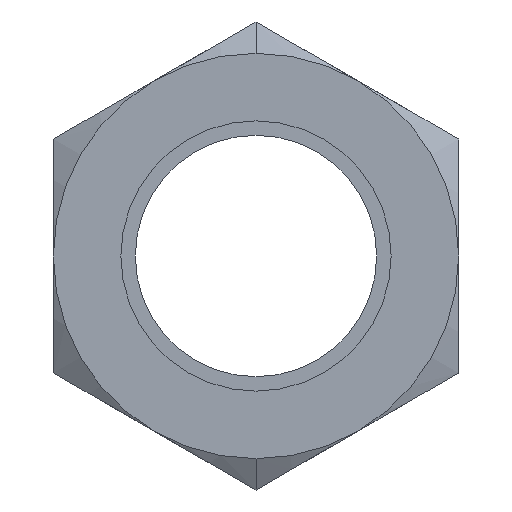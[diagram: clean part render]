
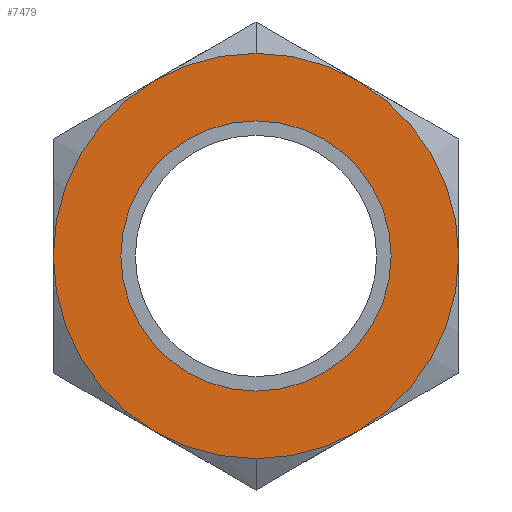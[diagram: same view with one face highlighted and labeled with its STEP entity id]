
A CAD part, left-side view. The second image highlights one B-rep face of the part: STEP entity #7479.
In plain terms, the highlighted planar face has unit normal (-1, 0, 0).
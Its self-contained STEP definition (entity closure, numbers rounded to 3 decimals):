
#175 = VERTEX_POINT ( 'NONE', #2963 ) ;
#352 = CARTESIAN_POINT ( 'NONE',  ( 0., 0., 14.287 ) ) ;
#400 = FACE_BOUND ( 'NONE', #2568, .T. ) ;
#901 = VERTEX_POINT ( 'NONE', #3670 ) ;
#1208 = ORIENTED_EDGE ( 'NONE', *, *, #5481, .F. ) ;
#1228 = CARTESIAN_POINT ( 'NONE',  ( 0., 0., 0. ) ) ;
#1323 = AXIS2_PLACEMENT_3D ( 'NONE', #9011, #8377, #4713 ) ;
#1480 = CARTESIAN_POINT ( 'NONE',  ( 0., 0., 19.05 ) ) ;
#1570 = CIRCLE ( 'NONE', #7789, 19.05 ) ;
#2101 = CIRCLE ( 'NONE', #3478, 28.575 ) ;
#2200 = DIRECTION ( 'NONE',  ( 1., 0., 0. ) ) ;
#2522 = DIRECTION ( 'NONE',  ( 1., 0., 0. ) ) ;
#2568 = EDGE_LOOP ( 'NONE', ( #8346, #6360 ) ) ;
#2774 = DIRECTION ( 'NONE',  ( -1., 0., 0. ) ) ;
#2892 = AXIS2_PLACEMENT_3D ( 'NONE', #9183, #2522, #4748 ) ;
#2963 = CARTESIAN_POINT ( 'NONE',  ( 0., 0., 28.575 ) ) ;
#3359 = FACE_OUTER_BOUND ( 'NONE', #8936, .T. ) ;
#3478 = AXIS2_PLACEMENT_3D ( 'NONE', #1228, #5599, #7887 ) ;
#3670 = CARTESIAN_POINT ( 'NONE',  ( 0., 0., -28.575 ) ) ;
#3720 = AXIS2_PLACEMENT_3D ( 'NONE', #352, #2774, #8705 ) ;
#4109 = EDGE_CURVE ( 'NONE', #5570, #9141, #6305, .T. ) ;
#4713 = DIRECTION ( 'NONE',  ( 0., 0., -1. ) ) ;
#4748 = DIRECTION ( 'NONE',  ( 0., 0., -1. ) ) ;
#5481 = EDGE_CURVE ( 'NONE', #901, #175, #5505, .T. ) ;
#5505 = CIRCLE ( 'NONE', #1323, 28.575 ) ;
#5536 = EDGE_CURVE ( 'NONE', #175, #901, #2101, .T. ) ;
#5570 = VERTEX_POINT ( 'NONE', #6422 ) ;
#5599 = DIRECTION ( 'NONE',  ( 1., 0., 0. ) ) ;
#6305 = CIRCLE ( 'NONE', #2892, 19.05 ) ;
#6360 = ORIENTED_EDGE ( 'NONE', *, *, #8632, .T. ) ;
#6422 = CARTESIAN_POINT ( 'NONE',  ( 0., 0., -19.05 ) ) ;
#7155 = PLANE ( 'NONE',  #3720 ) ;
#7479 = ADVANCED_FACE ( 'NONE', ( #400, #3359 ), #7155, .T. ) ;
#7789 = AXIS2_PLACEMENT_3D ( 'NONE', #9578, #2200, #8129 ) ;
#7887 = DIRECTION ( 'NONE',  ( 0., 0., 1. ) ) ;
#8129 = DIRECTION ( 'NONE',  ( 0., 0., 1. ) ) ;
#8346 = ORIENTED_EDGE ( 'NONE', *, *, #4109, .T. ) ;
#8377 = DIRECTION ( 'NONE',  ( 1., 0., 0. ) ) ;
#8632 = EDGE_CURVE ( 'NONE', #9141, #5570, #1570, .T. ) ;
#8705 = DIRECTION ( 'NONE',  ( 0., 0., 1. ) ) ;
#8936 = EDGE_LOOP ( 'NONE', ( #9462, #1208 ) ) ;
#9011 = CARTESIAN_POINT ( 'NONE',  ( 0., 0., 0. ) ) ;
#9141 = VERTEX_POINT ( 'NONE', #1480 ) ;
#9183 = CARTESIAN_POINT ( 'NONE',  ( 0., 0., 0. ) ) ;
#9462 = ORIENTED_EDGE ( 'NONE', *, *, #5536, .F. ) ;
#9578 = CARTESIAN_POINT ( 'NONE',  ( 0., 0., 0. ) ) ;
